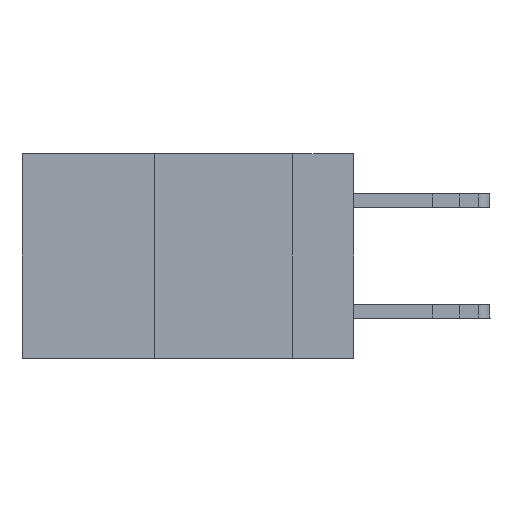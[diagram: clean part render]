
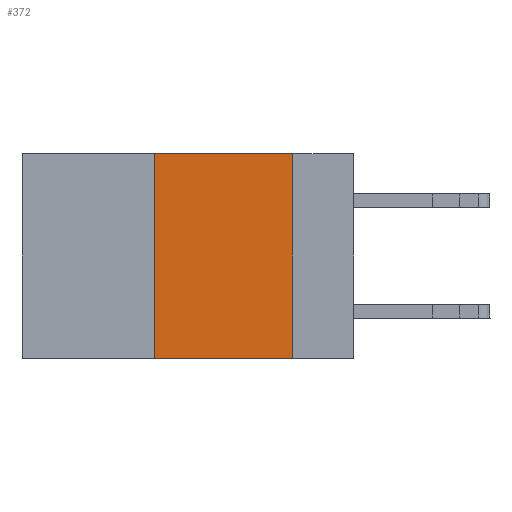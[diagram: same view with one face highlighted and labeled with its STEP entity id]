
A CAD part, left-side view. The second image highlights one B-rep face of the part: STEP entity #372.
In plain terms, the highlighted planar face has unit normal (-1, 0, 0).
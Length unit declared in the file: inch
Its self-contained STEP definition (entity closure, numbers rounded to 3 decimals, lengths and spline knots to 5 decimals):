
#174 = EDGE_CURVE ( 'NONE', #20192, #11316, #1177, .T. ) ;
#344 = DIRECTION ( 'NONE',  ( 1., 0., 0. ) ) ;
#372 = ADVANCED_FACE ( 'NONE', ( #9940 ), #8373, .F. ) ;
#509 = EDGE_LOOP ( 'NONE', ( #4168, #1322, #15290, #5327 ) ) ;
#809 = CARTESIAN_POINT ( 'NONE',  ( 0., 0.11, 0. ) ) ;
#1177 = LINE ( 'NONE', #13906, #18860 ) ;
#1322 = ORIENTED_EDGE ( 'NONE', *, *, #174, .F. ) ;
#1472 = CARTESIAN_POINT ( 'NONE',  ( 0., 0.36, 0. ) ) ;
#4168 = ORIENTED_EDGE ( 'NONE', *, *, #4952, .F. ) ;
#4952 = EDGE_CURVE ( 'NONE', #11316, #5387, #13835, .T. ) ;
#5113 = EDGE_CURVE ( 'NONE', #10002, #5387, #15362, .T. ) ;
#5327 = ORIENTED_EDGE ( 'NONE', *, *, #5113, .T. ) ;
#5365 = EDGE_CURVE ( 'NONE', #10002, #20192, #11428, .T. ) ;
#5387 = VERTEX_POINT ( 'NONE', #7992 ) ;
#5491 = CARTESIAN_POINT ( 'NONE',  ( 0., 0.11, 0. ) ) ;
#5734 = DIRECTION ( 'NONE',  ( 0., 0., -1. ) ) ;
#7656 = DIRECTION ( 'NONE',  ( 0., -1., 0. ) ) ;
#7660 = CARTESIAN_POINT ( 'NONE',  ( 0., 0.6, -0.37 ) ) ;
#7893 = CARTESIAN_POINT ( 'NONE',  ( 0., 0.36, 0. ) ) ;
#7992 = CARTESIAN_POINT ( 'NONE',  ( 0., 0.11, -0.37 ) ) ;
#8373 = PLANE ( 'NONE',  #16513 ) ;
#9378 = VECTOR ( 'NONE', #17774, 39.37008 ) ;
#9940 = FACE_OUTER_BOUND ( 'NONE', #509, .T. ) ;
#10002 = VERTEX_POINT ( 'NONE', #17780 ) ;
#11316 = VERTEX_POINT ( 'NONE', #5491 ) ;
#11428 = LINE ( 'NONE', #7893, #9378 ) ;
#12146 = DIRECTION ( 'NONE',  ( 0., -1., 0. ) ) ;
#13272 = CARTESIAN_POINT ( 'NONE',  ( 0., 0.6, 0. ) ) ;
#13835 = LINE ( 'NONE', #809, #17355 ) ;
#13906 = CARTESIAN_POINT ( 'NONE',  ( 0., 0.6, 0. ) ) ;
#14014 = VECTOR ( 'NONE', #12146, 39.37008 ) ;
#15290 = ORIENTED_EDGE ( 'NONE', *, *, #5365, .F. ) ;
#15362 = LINE ( 'NONE', #7660, #14014 ) ;
#16293 = DIRECTION ( 'NONE',  ( 0., 0., -1. ) ) ;
#16513 = AXIS2_PLACEMENT_3D ( 'NONE', #13272, #344, #16293 ) ;
#17355 = VECTOR ( 'NONE', #5734, 39.37008 ) ;
#17774 = DIRECTION ( 'NONE',  ( 0., 0., 1. ) ) ;
#17780 = CARTESIAN_POINT ( 'NONE',  ( 0., 0.36, -0.37 ) ) ;
#18860 = VECTOR ( 'NONE', #7656, 39.37008 ) ;
#20192 = VERTEX_POINT ( 'NONE', #1472 ) ;
